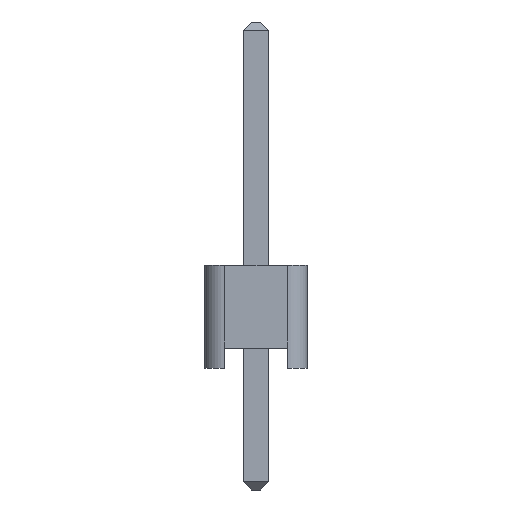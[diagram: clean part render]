
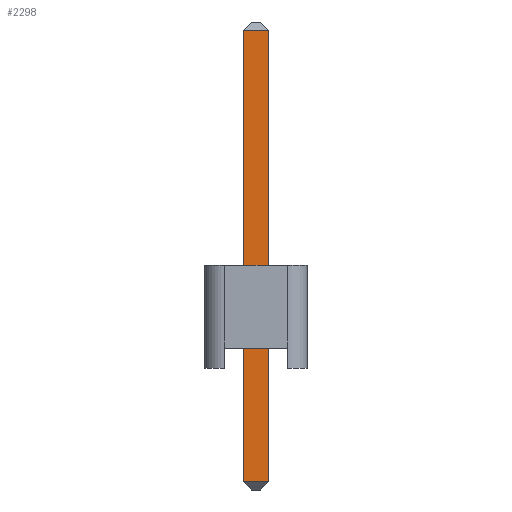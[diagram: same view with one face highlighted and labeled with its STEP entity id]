
A CAD part, left-side view. The second image highlights one B-rep face of the part: STEP entity #2298.
In plain terms, the highlighted planar face has unit normal (-1, 0, 0).
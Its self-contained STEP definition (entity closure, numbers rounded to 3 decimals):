
#2182 = EDGE_CURVE('',#2183,#2185,#2187,.T.);
#2183 = VERTEX_POINT('',#2184);
#2184 = CARTESIAN_POINT('',(-0.32,0.32,0.2));
#2185 = VERTEX_POINT('',#2186);
#2186 = CARTESIAN_POINT('',(-0.32,0.32,11.34));
#2187 = SURFACE_CURVE('',#2188,(#2192,#2204),.PCURVE_S1.);
#2188 = LINE('',#2189,#2190);
#2189 = CARTESIAN_POINT('',(-0.32,0.32,0.));
#2190 = VECTOR('',#2191,1.);
#2191 = DIRECTION('',(0.,0.,1.));
#2192 = PCURVE('',#2193,#2198);
#2193 = PLANE('',#2194);
#2194 = AXIS2_PLACEMENT_3D('',#2195,#2196,#2197);
#2195 = CARTESIAN_POINT('',(-0.32,0.32,0.));
#2196 = DIRECTION('',(0.,1.,0.));
#2197 = DIRECTION('',(1.,0.,0.));
#2198 = DEFINITIONAL_REPRESENTATION('',(#2199),#2203);
#2199 = LINE('',#2200,#2201);
#2200 = CARTESIAN_POINT('',(0.,0.));
#2201 = VECTOR('',#2202,1.);
#2202 = DIRECTION('',(0.,-1.));
#2203 = ( GEOMETRIC_REPRESENTATION_CONTEXT(2) 
PARAMETRIC_REPRESENTATION_CONTEXT() REPRESENTATION_CONTEXT('2D SPACE',''
  ) );
#2204 = PCURVE('',#2205,#2210);
#2205 = PLANE('',#2206);
#2206 = AXIS2_PLACEMENT_3D('',#2207,#2208,#2209);
#2207 = CARTESIAN_POINT('',(-0.32,-0.32,0.));
#2208 = DIRECTION('',(-1.,0.,0.));
#2209 = DIRECTION('',(0.,1.,0.));
#2210 = DEFINITIONAL_REPRESENTATION('',(#2211),#2215);
#2211 = LINE('',#2212,#2213);
#2212 = CARTESIAN_POINT('',(0.64,0.));
#2213 = VECTOR('',#2214,1.);
#2214 = DIRECTION('',(0.,-1.));
#2215 = ( GEOMETRIC_REPRESENTATION_CONTEXT(2) 
PARAMETRIC_REPRESENTATION_CONTEXT() REPRESENTATION_CONTEXT('2D SPACE',''
  ) );
#2298 = ADVANCED_FACE('',(#2299),#2205,.T.);
#2299 = FACE_BOUND('',#2300,.T.);
#2300 = EDGE_LOOP('',(#2301,#2331,#2357,#2358));
#2301 = ORIENTED_EDGE('',*,*,#2302,.T.);
#2302 = EDGE_CURVE('',#2303,#2305,#2307,.T.);
#2303 = VERTEX_POINT('',#2304);
#2304 = CARTESIAN_POINT('',(-0.32,-0.32,0.2));
#2305 = VERTEX_POINT('',#2306);
#2306 = CARTESIAN_POINT('',(-0.32,-0.32,11.34));
#2307 = SURFACE_CURVE('',#2308,(#2312,#2319),.PCURVE_S1.);
#2308 = LINE('',#2309,#2310);
#2309 = CARTESIAN_POINT('',(-0.32,-0.32,0.));
#2310 = VECTOR('',#2311,1.);
#2311 = DIRECTION('',(0.,0.,1.));
#2312 = PCURVE('',#2205,#2313);
#2313 = DEFINITIONAL_REPRESENTATION('',(#2314),#2318);
#2314 = LINE('',#2315,#2316);
#2315 = CARTESIAN_POINT('',(0.,0.));
#2316 = VECTOR('',#2317,1.);
#2317 = DIRECTION('',(0.,-1.));
#2318 = ( GEOMETRIC_REPRESENTATION_CONTEXT(2) 
PARAMETRIC_REPRESENTATION_CONTEXT() REPRESENTATION_CONTEXT('2D SPACE',''
  ) );
#2319 = PCURVE('',#2320,#2325);
#2320 = PLANE('',#2321);
#2321 = AXIS2_PLACEMENT_3D('',#2322,#2323,#2324);
#2322 = CARTESIAN_POINT('',(0.32,-0.32,0.));
#2323 = DIRECTION('',(0.,-1.,0.));
#2324 = DIRECTION('',(-1.,0.,0.));
#2325 = DEFINITIONAL_REPRESENTATION('',(#2326),#2330);
#2326 = LINE('',#2327,#2328);
#2327 = CARTESIAN_POINT('',(0.64,0.));
#2328 = VECTOR('',#2329,1.);
#2329 = DIRECTION('',(0.,-1.));
#2330 = ( GEOMETRIC_REPRESENTATION_CONTEXT(2) 
PARAMETRIC_REPRESENTATION_CONTEXT() REPRESENTATION_CONTEXT('2D SPACE',''
  ) );
#2331 = ORIENTED_EDGE('',*,*,#2332,.T.);
#2332 = EDGE_CURVE('',#2305,#2185,#2333,.T.);
#2333 = SURFACE_CURVE('',#2334,(#2338,#2345),.PCURVE_S1.);
#2334 = LINE('',#2335,#2336);
#2335 = CARTESIAN_POINT('',(-0.32,-0.32,11.34));
#2336 = VECTOR('',#2337,1.);
#2337 = DIRECTION('',(0.,1.,0.));
#2338 = PCURVE('',#2205,#2339);
#2339 = DEFINITIONAL_REPRESENTATION('',(#2340),#2344);
#2340 = LINE('',#2341,#2342);
#2341 = CARTESIAN_POINT('',(0.,-11.34));
#2342 = VECTOR('',#2343,1.);
#2343 = DIRECTION('',(1.,0.));
#2344 = ( GEOMETRIC_REPRESENTATION_CONTEXT(2) 
PARAMETRIC_REPRESENTATION_CONTEXT() REPRESENTATION_CONTEXT('2D SPACE',''
  ) );
#2345 = PCURVE('',#2346,#2351);
#2346 = PLANE('',#2347);
#2347 = AXIS2_PLACEMENT_3D('',#2348,#2349,#2350);
#2348 = CARTESIAN_POINT('',(-0.22,-0.32,11.44));
#2349 = DIRECTION('',(0.707,0.,-0.707
    ));
#2350 = DIRECTION('',(0.,1.,0.));
#2351 = DEFINITIONAL_REPRESENTATION('',(#2352),#2356);
#2352 = LINE('',#2353,#2354);
#2353 = CARTESIAN_POINT('',(0.,-0.141));
#2354 = VECTOR('',#2355,1.);
#2355 = DIRECTION('',(1.,0.));
#2356 = ( GEOMETRIC_REPRESENTATION_CONTEXT(2) 
PARAMETRIC_REPRESENTATION_CONTEXT() REPRESENTATION_CONTEXT('2D SPACE',''
  ) );
#2357 = ORIENTED_EDGE('',*,*,#2182,.F.);
#2358 = ORIENTED_EDGE('',*,*,#2359,.F.);
#2359 = EDGE_CURVE('',#2303,#2183,#2360,.T.);
#2360 = SURFACE_CURVE('',#2361,(#2365,#2372),.PCURVE_S1.);
#2361 = LINE('',#2362,#2363);
#2362 = CARTESIAN_POINT('',(-0.32,-0.32,0.2));
#2363 = VECTOR('',#2364,1.);
#2364 = DIRECTION('',(0.,1.,0.));
#2365 = PCURVE('',#2205,#2366);
#2366 = DEFINITIONAL_REPRESENTATION('',(#2367),#2371);
#2367 = LINE('',#2368,#2369);
#2368 = CARTESIAN_POINT('',(0.,-0.2));
#2369 = VECTOR('',#2370,1.);
#2370 = DIRECTION('',(1.,0.));
#2371 = ( GEOMETRIC_REPRESENTATION_CONTEXT(2) 
PARAMETRIC_REPRESENTATION_CONTEXT() REPRESENTATION_CONTEXT('2D SPACE',''
  ) );
#2372 = PCURVE('',#2373,#2378);
#2373 = PLANE('',#2374);
#2374 = AXIS2_PLACEMENT_3D('',#2375,#2376,#2377);
#2375 = CARTESIAN_POINT('',(-0.22,-0.32,0.1));
#2376 = DIRECTION('',(-0.707,0.,-0.707));
#2377 = DIRECTION('',(0.,1.,0.));
#2378 = DEFINITIONAL_REPRESENTATION('',(#2379),#2383);
#2379 = LINE('',#2380,#2381);
#2380 = CARTESIAN_POINT('',(0.,-0.141));
#2381 = VECTOR('',#2382,1.);
#2382 = DIRECTION('',(1.,0.));
#2383 = ( GEOMETRIC_REPRESENTATION_CONTEXT(2) 
PARAMETRIC_REPRESENTATION_CONTEXT() REPRESENTATION_CONTEXT('2D SPACE',''
  ) );
